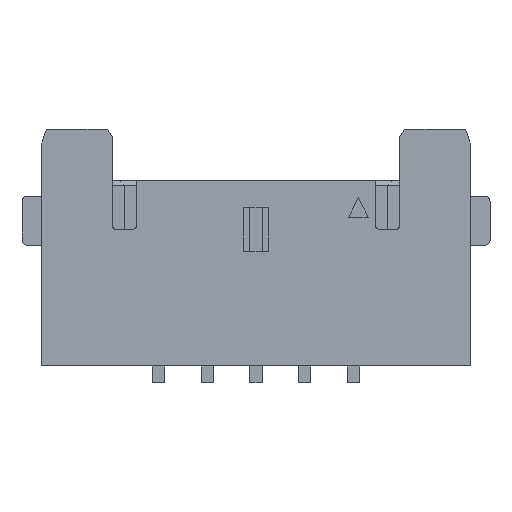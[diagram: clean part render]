
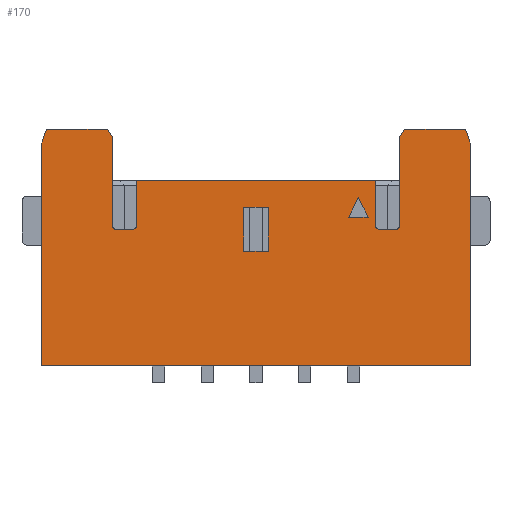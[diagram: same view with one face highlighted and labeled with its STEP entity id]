
A CAD part, top view. The second image highlights one B-rep face of the part: STEP entity #170.
In plain terms, the highlighted planar face has unit normal (0, 0, 1).
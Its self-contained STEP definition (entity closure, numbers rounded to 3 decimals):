
#170=ADVANCED_FACE('',(#522,#523,#524),#525,.T.);
#522=FACE_OUTER_BOUND('',#1021,.T.);
#523=FACE_BOUND('',#1022,.T.);
#524=FACE_BOUND('',#1023,.T.);
#525=PLANE('',#1024);
#1021=EDGE_LOOP('',(#2272,#2273,#2274,#2275,#2276,#2277,#2278,#2279,#2280,#2281,#2282,#2283,#2284,#2285,#2286,#2287,#2288,#2289,#2290,#2291));
#1022=EDGE_LOOP('',(#2292,#2293,#2294,#2295));
#1023=EDGE_LOOP('',(#2296,#2297,#2298));
#1024=AXIS2_PLACEMENT_3D('',#2299,#2300,#2301);
#2272=ORIENTED_EDGE('',*,*,#3893,.T.);
#2273=ORIENTED_EDGE('',*,*,#3894,.T.);
#2274=ORIENTED_EDGE('',*,*,#3895,.T.);
#2275=ORIENTED_EDGE('',*,*,#3535,.T.);
#2276=ORIENTED_EDGE('',*,*,#3530,.T.);
#2277=ORIENTED_EDGE('',*,*,#3896,.T.);
#2278=ORIENTED_EDGE('',*,*,#3897,.T.);
#2279=ORIENTED_EDGE('',*,*,#3898,.T.);
#2280=ORIENTED_EDGE('',*,*,#3899,.T.);
#2281=ORIENTED_EDGE('',*,*,#3900,.T.);
#2282=ORIENTED_EDGE('',*,*,#3901,.F.);
#2283=ORIENTED_EDGE('',*,*,#3902,.F.);
#2284=ORIENTED_EDGE('',*,*,#3903,.F.);
#2285=ORIENTED_EDGE('',*,*,#3904,.F.);
#2286=ORIENTED_EDGE('',*,*,#3881,.T.);
#2287=ORIENTED_EDGE('',*,*,#3892,.F.);
#2288=ORIENTED_EDGE('',*,*,#3905,.F.);
#2289=ORIENTED_EDGE('',*,*,#3906,.F.);
#2290=ORIENTED_EDGE('',*,*,#3907,.F.);
#2291=ORIENTED_EDGE('',*,*,#3908,.T.);
#2292=ORIENTED_EDGE('',*,*,#3909,.F.);
#2293=ORIENTED_EDGE('',*,*,#3910,.F.);
#2294=ORIENTED_EDGE('',*,*,#3911,.F.);
#2295=ORIENTED_EDGE('',*,*,#3912,.F.);
#2296=ORIENTED_EDGE('',*,*,#3913,.F.);
#2297=ORIENTED_EDGE('',*,*,#3914,.F.);
#2298=ORIENTED_EDGE('',*,*,#3915,.F.);
#2299=CARTESIAN_POINT('',(0.0,0.0,0.73));
#2300=DIRECTION('',(0.0,0.0,1.0));
#2301=DIRECTION('',(1.0,0.0,0.0));
#3530=EDGE_CURVE('',#4297,#4295,#4298,.T.);
#3535=EDGE_CURVE('',#4306,#4297,#4307,.T.);
#3881=EDGE_CURVE('',#4907,#4904,#4908,.T.);
#3892=EDGE_CURVE('',#4923,#4904,#4925,.T.);
#3893=EDGE_CURVE('',#4926,#4927,#4928,.T.);
#3894=EDGE_CURVE('',#4927,#4929,#4930,.T.);
#3895=EDGE_CURVE('',#4929,#4306,#4931,.T.);
#3896=EDGE_CURVE('',#4295,#4932,#4933,.T.);
#3897=EDGE_CURVE('',#4932,#4934,#4935,.T.);
#3898=EDGE_CURVE('',#4934,#4936,#4937,.T.);
#3899=EDGE_CURVE('',#4936,#4938,#4939,.T.);
#3900=EDGE_CURVE('',#4938,#4940,#4941,.T.);
#3901=EDGE_CURVE('',#4942,#4940,#4943,.T.);
#3902=EDGE_CURVE('',#4944,#4942,#4945,.T.);
#3903=EDGE_CURVE('',#4946,#4944,#4947,.T.);
#3904=EDGE_CURVE('',#4907,#4946,#4948,.T.);
#3905=EDGE_CURVE('',#4949,#4923,#4950,.T.);
#3906=EDGE_CURVE('',#4951,#4949,#4952,.T.);
#3907=EDGE_CURVE('',#4953,#4951,#4954,.T.);
#3908=EDGE_CURVE('',#4953,#4926,#4955,.T.);
#3909=EDGE_CURVE('',#4956,#4957,#4958,.T.);
#3910=EDGE_CURVE('',#4959,#4956,#4960,.T.);
#3911=EDGE_CURVE('',#4961,#4959,#4962,.T.);
#3912=EDGE_CURVE('',#4957,#4961,#4963,.T.);
#3913=EDGE_CURVE('',#4964,#4965,#4966,.T.);
#3914=EDGE_CURVE('',#4967,#4964,#4968,.T.);
#3915=EDGE_CURVE('',#4965,#4967,#4969,.T.);
#4295=VERTEX_POINT('',#5487);
#4297=VERTEX_POINT('',#5490);
#4298=LINE('',#5491,#5492);
#4306=VERTEX_POINT('',#5504);
#4307=LINE('',#5505,#5506);
#4904=VERTEX_POINT('',#6417);
#4907=VERTEX_POINT('',#6421);
#4908=LINE('',#6422,#6423);
#4923=VERTEX_POINT('',#6447);
#4925=LINE('',#6450,#6451);
#4926=VERTEX_POINT('',#6452);
#4927=VERTEX_POINT('',#6453);
#4928=LINE('',#6454,#6455);
#4929=VERTEX_POINT('',#6456);
#4930=LINE('',#6457,#6458);
#4931=LINE('',#6459,#6460);
#4932=VERTEX_POINT('',#6461);
#4933=LINE('',#6462,#6463);
#4934=VERTEX_POINT('',#6464);
#4935=LINE('',#6465,#6466);
#4936=VERTEX_POINT('',#6467);
#4937=LINE('',#6468,#6469);
#4938=VERTEX_POINT('',#6470);
#4939=LINE('',#6471,#6472);
#4940=VERTEX_POINT('',#6473);
#4941=LINE('',#6474,#6475);
#4942=VERTEX_POINT('',#6476);
#4943=CIRCLE('',#6477,0.08);
#4944=VERTEX_POINT('',#6478);
#4945=LINE('',#6479,#6480);
#4946=VERTEX_POINT('',#6481);
#4947=CIRCLE('',#6482,0.08);
#4948=LINE('',#6483,#6484);
#4949=VERTEX_POINT('',#6485);
#4950=CIRCLE('',#6486,0.08);
#4951=VERTEX_POINT('',#6487);
#4952=LINE('',#6488,#6489);
#4953=VERTEX_POINT('',#6490);
#4954=CIRCLE('',#6491,0.08);
#4955=LINE('',#6492,#6493);
#4956=VERTEX_POINT('',#6494);
#4957=VERTEX_POINT('',#6495);
#4958=LINE('',#6496,#6497);
#4959=VERTEX_POINT('',#6498);
#4960=LINE('',#6499,#6500);
#4961=VERTEX_POINT('',#6501);
#4962=LINE('',#6502,#6503);
#4963=LINE('',#6504,#6505);
#4964=VERTEX_POINT('',#6506);
#4965=VERTEX_POINT('',#6507);
#4966=LINE('',#6508,#6509);
#4967=VERTEX_POINT('',#6510);
#4968=LINE('',#6511,#6512);
#4969=LINE('',#6513,#6514);
#5487=CARTESIAN_POINT('',(4.4,-1.75,0.73));
#5490=CARTESIAN_POINT('',(-4.4,-1.75,0.73));
#5491=CARTESIAN_POINT('',(-4.4,-1.75,0.73));
#5492=VECTOR('',#7158,8.8);
#5504=CARTESIAN_POINT('',(-4.4,2.8,0.73));
#5505=CARTESIAN_POINT('',(-4.4,2.8,0.73));
#5506=VECTOR('',#7163,4.55);
#6417=CARTESIAN_POINT('',(-2.45,2.05,0.73));
#6421=CARTESIAN_POINT('',(2.45,2.05,0.73));
#6422=CARTESIAN_POINT('',(2.45,2.05,0.73));
#6423=VECTOR('',#7569,4.9);
#6447=CARTESIAN_POINT('',(-2.45,1.13,0.73));
#6450=CARTESIAN_POINT('',(-2.45,1.13,0.73));
#6451=VECTOR('',#7580,0.92);
#6452=CARTESIAN_POINT('',(-2.95,2.95,0.73));
#6453=CARTESIAN_POINT('',(-3.05,3.1,0.73));
#6454=CARTESIAN_POINT('',(-2.95,2.95,0.73));
#6455=VECTOR('',#7581,0.18);
#6456=CARTESIAN_POINT('',(-4.3,3.1,0.73));
#6457=CARTESIAN_POINT('',(-3.05,3.1,0.73));
#6458=VECTOR('',#7582,1.25);
#6459=CARTESIAN_POINT('',(-4.3,3.1,0.73));
#6460=VECTOR('',#7583,0.316);
#6461=CARTESIAN_POINT('',(4.4,2.8,0.73));
#6462=CARTESIAN_POINT('',(4.4,-1.75,0.73));
#6463=VECTOR('',#7584,4.55);
#6464=CARTESIAN_POINT('',(4.3,3.1,0.73));
#6465=CARTESIAN_POINT('',(4.4,2.8,0.73));
#6466=VECTOR('',#7585,0.316);
#6467=CARTESIAN_POINT('',(3.05,3.1,0.73));
#6468=CARTESIAN_POINT('',(4.3,3.1,0.73));
#6469=VECTOR('',#7586,1.25);
#6470=CARTESIAN_POINT('',(2.95,2.95,0.73));
#6471=CARTESIAN_POINT('',(3.05,3.1,0.73));
#6472=VECTOR('',#7587,0.18);
#6473=CARTESIAN_POINT('',(2.95,1.13,0.73));
#6474=CARTESIAN_POINT('',(2.95,2.95,0.73));
#6475=VECTOR('',#7588,1.82);
#6476=CARTESIAN_POINT('',(2.87,1.05,0.73));
#6477=AXIS2_PLACEMENT_3D('',#7589,#7590,#7591);
#6478=CARTESIAN_POINT('',(2.53,1.05,0.73));
#6479=CARTESIAN_POINT('',(2.53,1.05,0.73));
#6480=VECTOR('',#7592,0.34);
#6481=CARTESIAN_POINT('',(2.45,1.13,0.73));
#6482=AXIS2_PLACEMENT_3D('',#7593,#7594,#7595);
#6483=CARTESIAN_POINT('',(2.45,2.05,0.73));
#6484=VECTOR('',#7596,0.92);
#6485=CARTESIAN_POINT('',(-2.53,1.05,0.73));
#6486=AXIS2_PLACEMENT_3D('',#7597,#7598,#7599);
#6487=CARTESIAN_POINT('',(-2.87,1.05,0.73));
#6488=CARTESIAN_POINT('',(-2.87,1.05,0.73));
#6489=VECTOR('',#7600,0.34);
#6490=CARTESIAN_POINT('',(-2.95,1.13,0.73));
#6491=AXIS2_PLACEMENT_3D('',#7601,#7602,#7603);
#6492=CARTESIAN_POINT('',(-2.95,1.13,0.73));
#6493=VECTOR('',#7604,1.82);
#6494=CARTESIAN_POINT('',(0.25,1.5,0.73));
#6495=CARTESIAN_POINT('',(-0.25,1.5,0.73));
#6496=CARTESIAN_POINT('',(0.25,1.5,0.73));
#6497=VECTOR('',#7605,0.5);
#6498=CARTESIAN_POINT('',(0.25,0.6,0.73));
#6499=CARTESIAN_POINT('',(0.25,0.6,0.73));
#6500=VECTOR('',#7606,0.9);
#6501=CARTESIAN_POINT('',(-0.25,0.6,0.73));
#6502=CARTESIAN_POINT('',(-0.25,0.6,0.73));
#6503=VECTOR('',#7607,0.5);
#6504=CARTESIAN_POINT('',(-0.25,1.5,0.73));
#6505=VECTOR('',#7608,0.9);
#6506=CARTESIAN_POINT('',(2.3,1.3,0.73));
#6507=CARTESIAN_POINT('',(2.1,1.7,0.73));
#6508=CARTESIAN_POINT('',(2.3,1.3,0.73));
#6509=VECTOR('',#7609,0.447);
#6510=CARTESIAN_POINT('',(1.9,1.3,0.73));
#6511=CARTESIAN_POINT('',(1.9,1.3,0.73));
#6512=VECTOR('',#7610,0.4);
#6513=CARTESIAN_POINT('',(2.1,1.7,0.73));
#6514=VECTOR('',#7611,0.447);
#7158=DIRECTION('',(1.0,0.0,0.0));
#7163=DIRECTION('',(0.0,-1.0,0.0));
#7569=DIRECTION('',(-1.0,0.0,0.0));
#7580=DIRECTION('',(0.0,1.0,0.0));
#7581=DIRECTION('',(-0.555,0.832,0.0));
#7582=DIRECTION('',(-1.0,0.0,0.0));
#7583=DIRECTION('',(-0.316,-0.949,0.0));
#7584=DIRECTION('',(0.0,1.0,0.0));
#7585=DIRECTION('',(-0.316,0.949,0.0));
#7586=DIRECTION('',(-1.0,0.0,0.0));
#7587=DIRECTION('',(-0.555,-0.832,0.0));
#7588=DIRECTION('',(0.0,-1.0,0.0));
#7589=CARTESIAN_POINT('',(2.87,1.13,0.73));
#7590=DIRECTION('',(0.0,0.0,1.0));
#7591=DIRECTION('',(0.0,-1.0,0.0));
#7592=DIRECTION('',(1.0,0.0,0.0));
#7593=CARTESIAN_POINT('',(2.53,1.13,0.73));
#7594=DIRECTION('',(0.0,0.0,1.0));
#7595=DIRECTION('',(-1.0,0.0,0.0));
#7596=DIRECTION('',(0.0,-1.0,0.0));
#7597=CARTESIAN_POINT('',(-2.53,1.13,0.73));
#7598=DIRECTION('',(0.0,0.0,1.0));
#7599=DIRECTION('',(0.0,-1.0,0.0));
#7600=DIRECTION('',(1.0,0.0,0.0));
#7601=CARTESIAN_POINT('',(-2.87,1.13,0.73));
#7602=DIRECTION('',(0.0,0.0,1.0));
#7603=DIRECTION('',(-1.0,0.0,0.0));
#7604=DIRECTION('',(0.0,1.0,0.0));
#7605=DIRECTION('',(-1.0,0.0,0.0));
#7606=DIRECTION('',(0.0,1.0,0.0));
#7607=DIRECTION('',(1.0,0.0,0.0));
#7608=DIRECTION('',(0.0,-1.0,0.0));
#7609=DIRECTION('',(-0.447,0.894,0.0));
#7610=DIRECTION('',(1.0,0.0,0.0));
#7611=DIRECTION('',(-0.447,-0.894,0.0));
